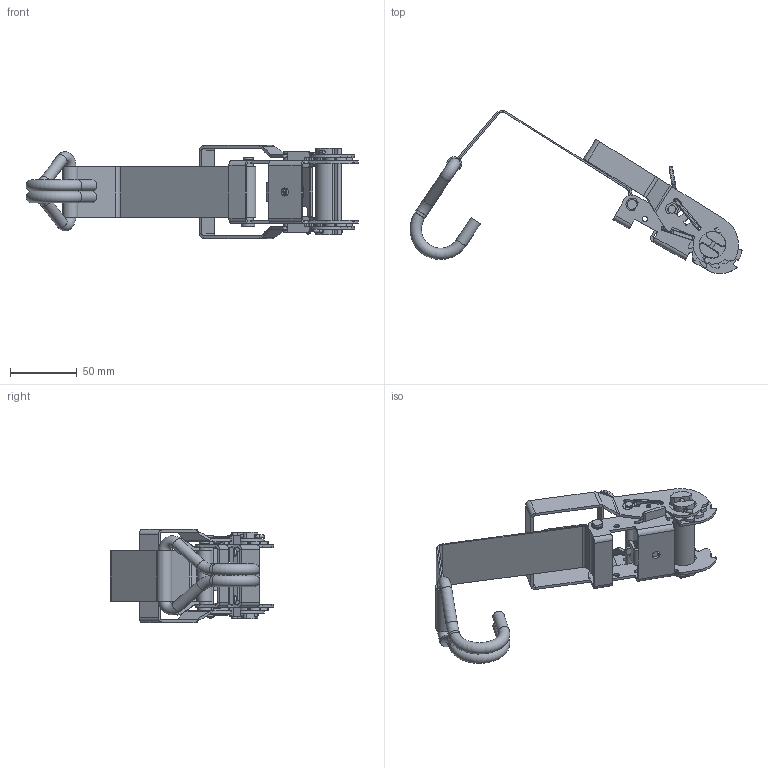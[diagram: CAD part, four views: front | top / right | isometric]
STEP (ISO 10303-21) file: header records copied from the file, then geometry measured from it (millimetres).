
FILE_DESCRIPTION(/* description */ (''),/* implementation_level */ '2;1');
FILE_NAME(/* name */ 'RatchetStrap.stp',/* time_stamp */ '2016-02-01T15:57:50-05:00',/* author */ ('stuser'),/* organization */ ('Summit Trailer Sales'),/* preprocessor_version */ 'ST-DEVELOPER v16.1',/* originating_system */ 'Autodesk Inventor 2016',/* authorisation */ '');
FILE_SCHEMA (('AUTOMOTIVE_DESIGN { 1 0 10303 214 3 1 1 }'));
Length unit declared in the file: inch
Products named in the file (15): rct; Hook; Part4^RatchetStrap; Latch1; Cross; Pin; Pin2; C_clip; Strap; MiddleBracket; DynamicSpring; Pin1; Gear; Latch2; RatchetStrap
Assembly tree (19 placements, depth 2):
  RatchetStrap
    rct
    Hook
    Part4^RatchetStrap
    Latch1
    Cross  x2
    Pin  x2
    Pin2
    C_clip  x3
    Strap
    MiddleBracket
    DynamicSpring
    Pin1
    Gear  x2
    Latch2
Bounding box: 247.77 x 121.81 x 69.45 mm (x, y, z)
Volume: 79410.1 mm3; surface area: 79260.5 mm2
Topology: 19 solids, 19 shells, 774 faces, 2003 edges, 1275 vertices
Faces by surface type: cylinder 414, plane 276, torus 52, bspline 32
Full cylindrical faces by diameter (mm): 1.3 x1, 2.5 x6, 3 x4, 4 x2, 5.3 x3, 5.5 x2, 5.8 x5, 6 x1, 7.3 x3, 8 x2, 8.5 x7, 10.15 x1, 20 x4
Entity records: 22790 total; most frequent: CARTESIAN_POINT 6298, DIRECTION 3635, ORIENTED_EDGE 3226, EDGE_CURVE 1613, AXIS2_PLACEMENT_3D 1395, VERTEX_POINT 1046, LINE 845, VECTOR 845
